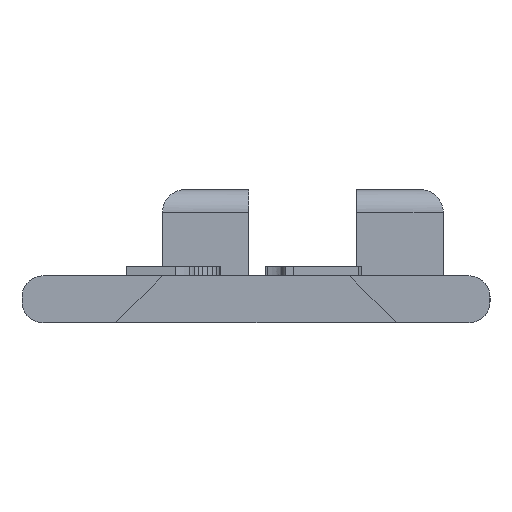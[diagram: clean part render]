
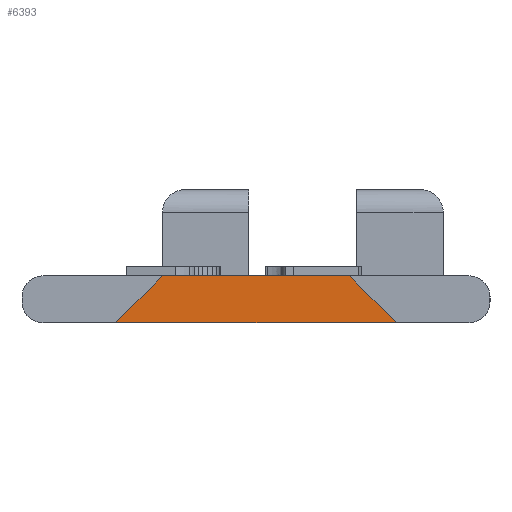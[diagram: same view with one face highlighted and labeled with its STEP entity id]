
A CAD part, left-side view. The second image highlights one B-rep face of the part: STEP entity #6393.
In plain terms, the highlighted planar face has unit normal (-1, 0, 0).
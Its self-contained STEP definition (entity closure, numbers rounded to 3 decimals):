
#101 = PLANE('',#102);
#102 = AXIS2_PLACEMENT_3D('',#103,#104,#105);
#103 = CARTESIAN_POINT('',(0.,100.,-1.));
#104 = DIRECTION('',(0.,0.,1.));
#105 = DIRECTION('',(1.,0.,0.));
#129 = PLANE('',#130);
#130 = AXIS2_PLACEMENT_3D('',#131,#132,#133);
#131 = CARTESIAN_POINT('',(-2.,104.,-1.));
#132 = DIRECTION('',(-0.,0.707,-0.707));
#133 = DIRECTION('',(0.,-0.707,-0.707));
#157 = PLANE('',#158);
#158 = AXIS2_PLACEMENT_3D('',#159,#160,#161);
#159 = CARTESIAN_POINT('',(0.,100.,1.));
#160 = DIRECTION('',(0.,0.,1.));
#161 = DIRECTION('',(1.,0.,0.));
#527 = VERTEX_POINT('',#528);
#528 = CARTESIAN_POINT('',(-2.,114.,1.));
#542 = PLANE('',#543);
#543 = AXIS2_PLACEMENT_3D('',#544,#545,#546);
#544 = CARTESIAN_POINT('',(-2.,114.,1.));
#545 = DIRECTION('',(0.,-0.707,-0.707));
#546 = DIRECTION('',(0.,-0.707,0.707));
#554 = EDGE_CURVE('',#555,#527,#557,.T.);
#555 = VERTEX_POINT('',#556);
#556 = CARTESIAN_POINT('',(-2.,106.,1.));
#557 = SURFACE_CURVE('',#558,(#562,#569),.PCURVE_S1.);
#558 = LINE('',#559,#560);
#559 = CARTESIAN_POINT('',(-2.,106.,1.));
#560 = VECTOR('',#561,1.);
#561 = DIRECTION('',(-0.,1.,-0.));
#562 = PCURVE('',#157,#563);
#563 = DEFINITIONAL_REPRESENTATION('',(#564),#568);
#564 = LINE('',#565,#566);
#565 = CARTESIAN_POINT('',(-2.,6.));
#566 = VECTOR('',#567,1.);
#567 = DIRECTION('',(0.,1.));
#568 = ( GEOMETRIC_REPRESENTATION_CONTEXT(2) 
PARAMETRIC_REPRESENTATION_CONTEXT() REPRESENTATION_CONTEXT('2D SPACE',''
  ) );
#569 = PCURVE('',#570,#575);
#570 = PLANE('',#571);
#571 = AXIS2_PLACEMENT_3D('',#572,#573,#574);
#572 = CARTESIAN_POINT('',(-2.,110.,-0.156));
#573 = DIRECTION('',(1.,-0.,-0.));
#574 = DIRECTION('',(0.,0.,1.));
#575 = DEFINITIONAL_REPRESENTATION('',(#576),#580);
#576 = LINE('',#577,#578);
#577 = CARTESIAN_POINT('',(1.156,4.));
#578 = VECTOR('',#579,1.);
#579 = DIRECTION('',(-0.,-1.));
#580 = ( GEOMETRIC_REPRESENTATION_CONTEXT(2) 
PARAMETRIC_REPRESENTATION_CONTEXT() REPRESENTATION_CONTEXT('2D SPACE',''
  ) );
#6028 = VERTEX_POINT('',#6029);
#6029 = CARTESIAN_POINT('',(-2.,104.,-1.));
#6052 = EDGE_CURVE('',#6028,#555,#6053,.T.);
#6053 = SURFACE_CURVE('',#6054,(#6058,#6065),.PCURVE_S1.);
#6054 = LINE('',#6055,#6056);
#6055 = CARTESIAN_POINT('',(-2.,104.,-1.));
#6056 = VECTOR('',#6057,1.);
#6057 = DIRECTION('',(-0.,0.707,0.707));
#6058 = PCURVE('',#129,#6059);
#6059 = DEFINITIONAL_REPRESENTATION('',(#6060),#6064);
#6060 = LINE('',#6061,#6062);
#6061 = CARTESIAN_POINT('',(-0.,-0.));
#6062 = VECTOR('',#6063,1.);
#6063 = DIRECTION('',(-1.,-0.));
#6064 = ( GEOMETRIC_REPRESENTATION_CONTEXT(2) 
PARAMETRIC_REPRESENTATION_CONTEXT() REPRESENTATION_CONTEXT('2D SPACE',''
  ) );
#6065 = PCURVE('',#570,#6066);
#6066 = DEFINITIONAL_REPRESENTATION('',(#6067),#6071);
#6067 = LINE('',#6068,#6069);
#6068 = CARTESIAN_POINT('',(-0.844,6.));
#6069 = VECTOR('',#6070,1.);
#6070 = DIRECTION('',(0.707,-0.707));
#6071 = ( GEOMETRIC_REPRESENTATION_CONTEXT(2) 
PARAMETRIC_REPRESENTATION_CONTEXT() REPRESENTATION_CONTEXT('2D SPACE',''
  ) );
#6267 = VERTEX_POINT('',#6268);
#6268 = CARTESIAN_POINT('',(-2.,116.,-1.));
#6289 = EDGE_CURVE('',#6267,#6028,#6290,.T.);
#6290 = SURFACE_CURVE('',#6291,(#6295,#6302),.PCURVE_S1.);
#6291 = LINE('',#6292,#6293);
#6292 = CARTESIAN_POINT('',(-2.,116.,-1.));
#6293 = VECTOR('',#6294,1.);
#6294 = DIRECTION('',(-0.,-1.,-0.));
#6295 = PCURVE('',#101,#6296);
#6296 = DEFINITIONAL_REPRESENTATION('',(#6297),#6301);
#6297 = LINE('',#6298,#6299);
#6298 = CARTESIAN_POINT('',(-2.,16.));
#6299 = VECTOR('',#6300,1.);
#6300 = DIRECTION('',(0.,-1.));
#6301 = ( GEOMETRIC_REPRESENTATION_CONTEXT(2) 
PARAMETRIC_REPRESENTATION_CONTEXT() REPRESENTATION_CONTEXT('2D SPACE',''
  ) );
#6302 = PCURVE('',#570,#6303);
#6303 = DEFINITIONAL_REPRESENTATION('',(#6304),#6308);
#6304 = LINE('',#6305,#6306);
#6305 = CARTESIAN_POINT('',(-0.844,-6.));
#6306 = VECTOR('',#6307,1.);
#6307 = DIRECTION('',(-0.,1.));
#6308 = ( GEOMETRIC_REPRESENTATION_CONTEXT(2) 
PARAMETRIC_REPRESENTATION_CONTEXT() REPRESENTATION_CONTEXT('2D SPACE',''
  ) );
#6393 = ADVANCED_FACE('',(#6394),#570,.F.);
#6394 = FACE_BOUND('',#6395,.T.);
#6395 = EDGE_LOOP('',(#6396,#6397,#6398,#6419));
#6396 = ORIENTED_EDGE('',*,*,#6052,.T.);
#6397 = ORIENTED_EDGE('',*,*,#554,.T.);
#6398 = ORIENTED_EDGE('',*,*,#6399,.T.);
#6399 = EDGE_CURVE('',#527,#6267,#6400,.T.);
#6400 = SURFACE_CURVE('',#6401,(#6405,#6412),.PCURVE_S1.);
#6401 = LINE('',#6402,#6403);
#6402 = CARTESIAN_POINT('',(-2.,114.,1.));
#6403 = VECTOR('',#6404,1.);
#6404 = DIRECTION('',(-0.,0.707,-0.707));
#6405 = PCURVE('',#570,#6406);
#6406 = DEFINITIONAL_REPRESENTATION('',(#6407),#6411);
#6407 = LINE('',#6408,#6409);
#6408 = CARTESIAN_POINT('',(1.156,-4.));
#6409 = VECTOR('',#6410,1.);
#6410 = DIRECTION('',(-0.707,-0.707));
#6411 = ( GEOMETRIC_REPRESENTATION_CONTEXT(2) 
PARAMETRIC_REPRESENTATION_CONTEXT() REPRESENTATION_CONTEXT('2D SPACE',''
  ) );
#6412 = PCURVE('',#542,#6413);
#6413 = DEFINITIONAL_REPRESENTATION('',(#6414),#6418);
#6414 = LINE('',#6415,#6416);
#6415 = CARTESIAN_POINT('',(-0.,-0.));
#6416 = VECTOR('',#6417,1.);
#6417 = DIRECTION('',(-1.,0.));
#6418 = ( GEOMETRIC_REPRESENTATION_CONTEXT(2) 
PARAMETRIC_REPRESENTATION_CONTEXT() REPRESENTATION_CONTEXT('2D SPACE',''
  ) );
#6419 = ORIENTED_EDGE('',*,*,#6289,.T.);
